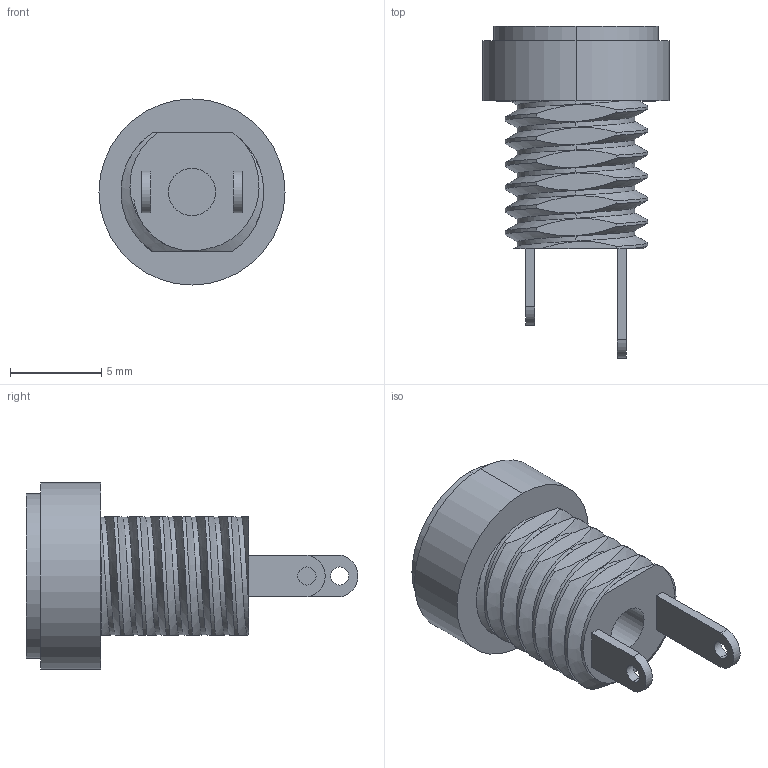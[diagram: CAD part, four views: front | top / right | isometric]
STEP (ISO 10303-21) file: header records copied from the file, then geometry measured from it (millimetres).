
FILE_DESCRIPTION(('FreeCAD Model'),'2;1');
FILE_NAME('Open CASCADE Shape Model','2021-04-05T14:58:32',('Author'),( ''),'Open CASCADE STEP processor 7.5','FreeCAD','Unknown');
FILE_SCHEMA(('AUTOMOTIVE_DESIGN { 1 0 10303 214 1 1 1 1 }'));
Length unit declared in the file: millimetre
Products named in the file (1): DC-022B
Bounding box: 10.2 x 18.2 x 10.2 mm (x, y, z)
Volume: 462.4 mm3; surface area: 788.4 mm2
Topology: 1 solids, 1 shells, 82 faces, 220 edges, 145 vertices
Faces by surface type: cylinder 45, plane 29, bspline 4, sphere 2, cone 2
Entity records: 18790 total; most frequent: CARTESIAN_POINT 14346, DIRECTION 547, ORIENTED_EDGE 436, PCURVE 436, DEFINITIONAL_REPRESENTATION 436, B_SPLINE_CURVE_WITH_KNOTS 289, LINE 283, VECTOR 283
